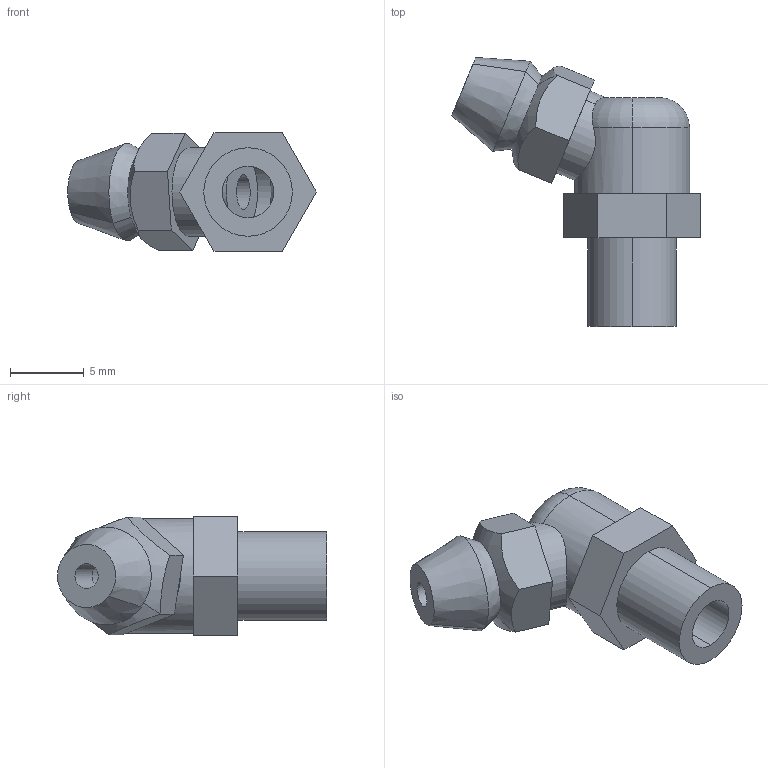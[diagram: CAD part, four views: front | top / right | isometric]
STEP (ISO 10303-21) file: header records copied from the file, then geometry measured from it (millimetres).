
FILE_DESCRIPTION (( 'STEP AP203' ), '1' );
FILE_NAME ('B-M6.STEP', '2013-10-24T06:16:46', ( 'CPC' ), ( '' ), 'SwSTEP 2.0', 'SolidWorks 2010', '' );
FILE_SCHEMA (( 'CONFIG_CONTROL_DESIGN' ));
Length unit declared in the file: millimetre
Products named in the file (3): B-M6; B-M6油嘴-1-X2; B-M6油嘴-2-x2
Assembly tree (2 placements, depth 2):
  B-M6
    B-M6油嘴-2-x2
    B-M6油嘴-1-X2
Bounding box: 16.84 x 18.23 x 8 mm (x, y, z)
Volume: 727.7 mm3; surface area: 982.9 mm2
Topology: 2 solids, 2 shells, 47 faces, 115 edges, 73 vertices
Faces by surface type: plane 21, cylinder 15, cone 6, torus 3, sphere 2
Entity records: 1811 total; most frequent: CARTESIAN_POINT 394, DIRECTION 248, ORIENTED_EDGE 226, EDGE_CURVE 113, AXIS2_PLACEMENT_3D 99, VERTEX_POINT 73, EDGE_LOOP 54, LINE 50
